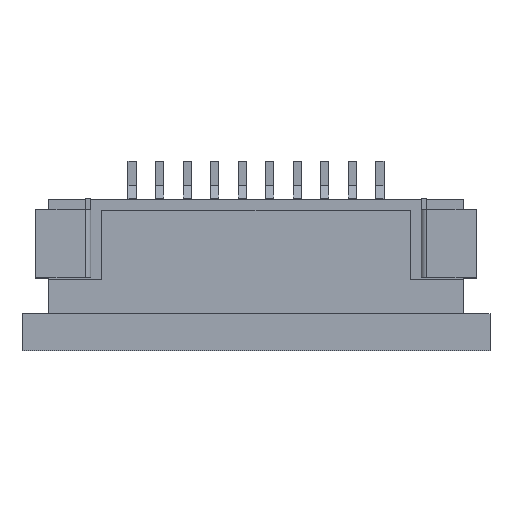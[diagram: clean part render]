
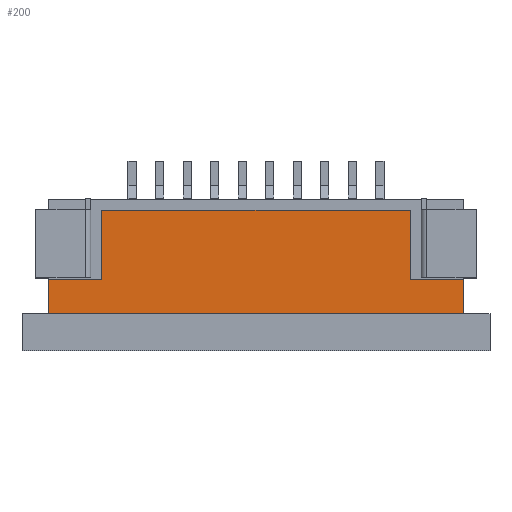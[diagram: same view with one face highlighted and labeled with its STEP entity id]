
A CAD part, top view. The second image highlights one B-rep face of the part: STEP entity #200.
In plain terms, the highlighted planar face has unit normal (0, 0, 1).
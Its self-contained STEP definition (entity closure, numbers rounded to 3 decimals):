
#200=ADVANCED_FACE('',(#3573),#3575,.T.);
#3573=FACE_BOUND('',#3574,.T.);
#3574=EDGE_LOOP('',(#6193,#6194,#6195,#6196,#6197,#6198,#6199,#6200));
#3575=PLANE('',#3576);
#3576=AXIS2_PLACEMENT_3D('',#3577,#3578,#3579);
#3577=CARTESIAN_POINT('',(7.55,1.35,2.5));
#3578=DIRECTION('',(0.,-0.,1.));
#3579=DIRECTION('',(0.,1.,0.));
#6193=ORIENTED_EDGE('',*,*,#8239,.T.);
#6194=ORIENTED_EDGE('',*,*,#8240,.T.);
#6195=ORIENTED_EDGE('',*,*,#8241,.T.);
#6196=ORIENTED_EDGE('',*,*,#8242,.F.);
#6197=ORIENTED_EDGE('',*,*,#8243,.F.);
#6198=ORIENTED_EDGE('',*,*,#8234,.T.);
#6199=ORIENTED_EDGE('',*,*,#8244,.T.);
#6200=ORIENTED_EDGE('',*,*,#8245,.T.);
#8234=EDGE_CURVE('',#9283,#9281,#9284,.T.);
#8239=EDGE_CURVE('',#9292,#9293,#9294,.F.);
#8240=EDGE_CURVE('',#9293,#9295,#9296,.F.);
#8241=EDGE_CURVE('',#9295,#9297,#9298,.F.);
#8242=EDGE_CURVE('',#9299,#9297,#9300,.T.);
#8243=EDGE_CURVE('',#9283,#9299,#9301,.T.);
#8244=EDGE_CURVE('',#9281,#9302,#9303,.F.);
#8245=EDGE_CURVE('',#9302,#9292,#9304,.F.);
#9281=VERTEX_POINT('',#11086);
#9283=VERTEX_POINT('',#11090);
#9284=LINE('',#11091,#11092);
#9292=VERTEX_POINT('',#11109);
#9293=VERTEX_POINT('',#11110);
#9294=LINE('',#11111,#11112);
#9295=VERTEX_POINT('',#11114);
#9296=LINE('',#11115,#11116);
#9297=VERTEX_POINT('',#11118);
#9298=LINE('',#11119,#11120);
#9299=VERTEX_POINT('',#11122);
#9300=LINE('',#11123,#11124);
#9301=LINE('',#11126,#11127);
#9302=VERTEX_POINT('',#11129);
#9303=LINE('',#11130,#11131);
#9304=LINE('',#11133,#11134);
#11086=CARTESIAN_POINT('',(7.55,2.6,2.5));
#11090=CARTESIAN_POINT('',(7.55,1.35,2.5));
#11091=CARTESIAN_POINT('',(7.55,1.35,2.5));
#11092=VECTOR('',#11093,1.);
#11093=DIRECTION('',(0.,1.,0.));
#11109=CARTESIAN_POINT('',(5.6,5.1,2.5));
#11110=CARTESIAN_POINT('',(-5.6,5.1,2.5));
#11111=CARTESIAN_POINT('',(-5.6,5.1,2.5));
#11112=VECTOR('',#11113,1.);
#11113=DIRECTION('',(1.,0.,0.));
#11114=CARTESIAN_POINT('',(-5.6,2.6,2.5));
#11115=CARTESIAN_POINT('',(-5.6,2.6,2.5));
#11116=VECTOR('',#11117,1.);
#11117=DIRECTION('',(0.,1.,0.));
#11118=CARTESIAN_POINT('',(-7.55,2.6,2.5));
#11119=CARTESIAN_POINT('',(-7.55,2.6,2.5));
#11120=VECTOR('',#11121,1.);
#11121=DIRECTION('',(1.,0.,0.));
#11122=CARTESIAN_POINT('',(-7.55,1.35,2.5));
#11123=CARTESIAN_POINT('',(-7.55,1.35,2.5));
#11124=VECTOR('',#11125,1.);
#11125=DIRECTION('',(0.,1.,0.));
#11126=CARTESIAN_POINT('',(7.55,1.35,2.5));
#11127=VECTOR('',#11128,1.);
#11128=DIRECTION('',(-1.,0.,0.));
#11129=CARTESIAN_POINT('',(5.6,2.6,2.5));
#11130=CARTESIAN_POINT('',(5.6,2.6,2.5));
#11131=VECTOR('',#11132,1.);
#11132=DIRECTION('',(1.,0.,0.));
#11133=CARTESIAN_POINT('',(5.6,5.1,2.5));
#11134=VECTOR('',#11135,1.);
#11135=DIRECTION('',(0.,-1.,0.));
